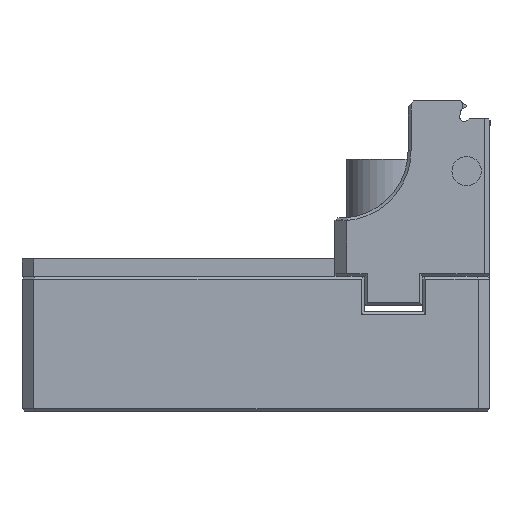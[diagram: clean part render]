
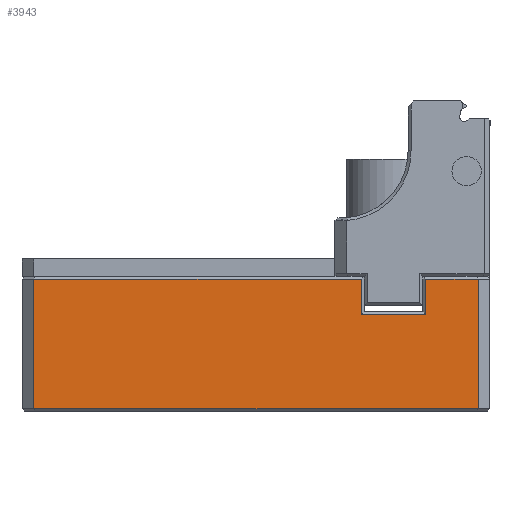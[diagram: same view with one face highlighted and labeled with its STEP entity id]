
A CAD part, left-side view. The second image highlights one B-rep face of the part: STEP entity #3943.
In plain terms, the highlighted planar face has unit normal (-1, 0, 0).
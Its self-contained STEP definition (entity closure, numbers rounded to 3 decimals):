
#3855=CARTESIAN_POINT('',(-62.5,1.95,-30.5));
#3856=VERTEX_POINT('',#3855);
#3857=CARTESIAN_POINT('',(-62.5,1.95,-52.6));
#3858=VERTEX_POINT('',#3857);
#3859=CARTESIAN_POINT('',(-62.5,1.95,-30.5));
#3860=DIRECTION('',(0.0,0.0,-1.0));
#3861=VECTOR('',#3860,1.0);
#3862=LINE('',#3859,#3861);
#3863=EDGE_CURVE('',#3856,#3858,#3862,.T.);
#3881=CARTESIAN_POINT('',(-62.5,-1.85,-53.705));
#3882=DIRECTION('',(1.0,0.0,0.0));
#3883=DIRECTION('',(0.0,1.0,0.0));
#3884=AXIS2_PLACEMENT_3D('',#3881,#3882,#3883);
#3885=PLANE('',#3884);
#3886=CARTESIAN_POINT('',(-62.5,10.95,-30.5));
#3887=VERTEX_POINT('',#3886);
#3888=CARTESIAN_POINT('',(-62.5,1.95,-30.5));
#3889=DIRECTION('',(0.0,1.0,0.0));
#3890=VECTOR('',#3889,1.0);
#3891=LINE('',#3888,#3890);
#3892=EDGE_CURVE('',#3856,#3887,#3891,.T.);
#3893=ORIENTED_EDGE('',*,*,#3892,.T.);
#3894=CARTESIAN_POINT('',(-62.5,10.95,-36.5));
#3895=VERTEX_POINT('',#3894);
#3896=CARTESIAN_POINT('',(-62.5,10.95,-30.5));
#3897=DIRECTION('',(0.0,0.0,-1.0));
#3898=VECTOR('',#3897,1.0);
#3899=LINE('',#3896,#3898);
#3900=EDGE_CURVE('',#3887,#3895,#3899,.T.);
#3901=ORIENTED_EDGE('',*,*,#3900,.T.);
#3902=CARTESIAN_POINT('',(-62.5,21.95,-36.5));
#3903=VERTEX_POINT('',#3902);
#3904=CARTESIAN_POINT('',(-62.5,10.95,-36.5));
#3905=DIRECTION('',(0.0,1.0,0.0));
#3906=VECTOR('',#3905,1.0);
#3907=LINE('',#3904,#3906);
#3908=EDGE_CURVE('',#3895,#3903,#3907,.T.);
#3909=ORIENTED_EDGE('',*,*,#3908,.T.);
#3910=CARTESIAN_POINT('',(-62.5,21.95,-30.5));
#3911=VERTEX_POINT('',#3910);
#3912=CARTESIAN_POINT('',(-62.5,21.95,-36.5));
#3913=DIRECTION('',(0.0,0.0,1.0));
#3914=VECTOR('',#3913,1.0);
#3915=LINE('',#3912,#3914);
#3916=EDGE_CURVE('',#3903,#3911,#3915,.T.);
#3917=ORIENTED_EDGE('',*,*,#3916,.T.);
#3918=CARTESIAN_POINT('',(-62.5,77.95,-30.5));
#3919=VERTEX_POINT('',#3918);
#3920=CARTESIAN_POINT('',(-62.5,21.95,-30.5));
#3921=DIRECTION('',(0.0,1.0,0.0));
#3922=VECTOR('',#3921,1.0);
#3923=LINE('',#3920,#3922);
#3924=EDGE_CURVE('',#3911,#3919,#3923,.T.);
#3925=ORIENTED_EDGE('',*,*,#3924,.T.);
#3926=CARTESIAN_POINT('',(-62.5,77.95,-52.6));
#3927=VERTEX_POINT('',#3926);
#3928=CARTESIAN_POINT('',(-62.5,77.95,-30.5));
#3929=DIRECTION('',(0.0,0.0,-1.0));
#3930=VECTOR('',#3929,1.0);
#3931=LINE('',#3928,#3930);
#3932=EDGE_CURVE('',#3919,#3927,#3931,.T.);
#3933=ORIENTED_EDGE('',*,*,#3932,.T.);
#3934=CARTESIAN_POINT('',(-62.5,77.95,-52.6));
#3935=DIRECTION('',(0.0,-1.0,0.0));
#3936=VECTOR('',#3935,1.0);
#3937=LINE('',#3934,#3936);
#3938=EDGE_CURVE('',#3927,#3858,#3937,.T.);
#3939=ORIENTED_EDGE('',*,*,#3938,.T.);
#3940=ORIENTED_EDGE('',*,*,#3863,.F.);
#3941=EDGE_LOOP('',(#3893,#3901,#3909,#3917,#3925,#3933,#3939,#3940));
#3942=FACE_OUTER_BOUND('',#3941,.T.);
#3943=ADVANCED_FACE('',(#3942),#3885,.F.);
